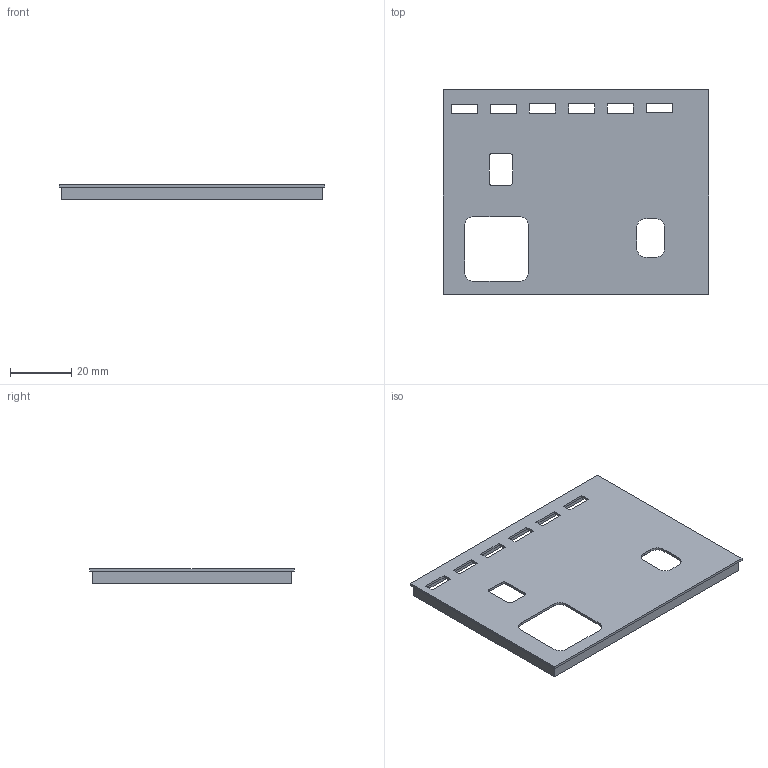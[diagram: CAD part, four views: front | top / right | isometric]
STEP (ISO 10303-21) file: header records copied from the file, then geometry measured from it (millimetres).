
FILE_DESCRIPTION (( 'STEP AP214' ), '1' );
FILE_NAME ('FC_box_top.STEP', '2023-04-30T19:05:18', ( '' ), ( '' ), 'SwSTEP 2.0', 'SolidWorks 2020', '' );
FILE_SCHEMA (( 'AUTOMOTIVE_DESIGN' ));
Length unit declared in the file: millimetre
Products named in the file (1): FC_box_top
Bounding box: 86.6 x 66.6 x 4.8 mm (x, y, z)
Volume: 4947.1 mm3; surface area: 13319.2 mm2
Topology: 2 solids, 2 shells, 64 faces, 180 edges, 120 vertices
Faces by surface type: plane 52, cylinder 12
Entity records: 2131 total; most frequent: CARTESIAN_POINT 365, ORIENTED_EDGE 360, DIRECTION 334, EDGE_CURVE 180, VECTOR 156, LINE 156, VERTEX_POINT 120, AXIS2_PLACEMENT_3D 89
